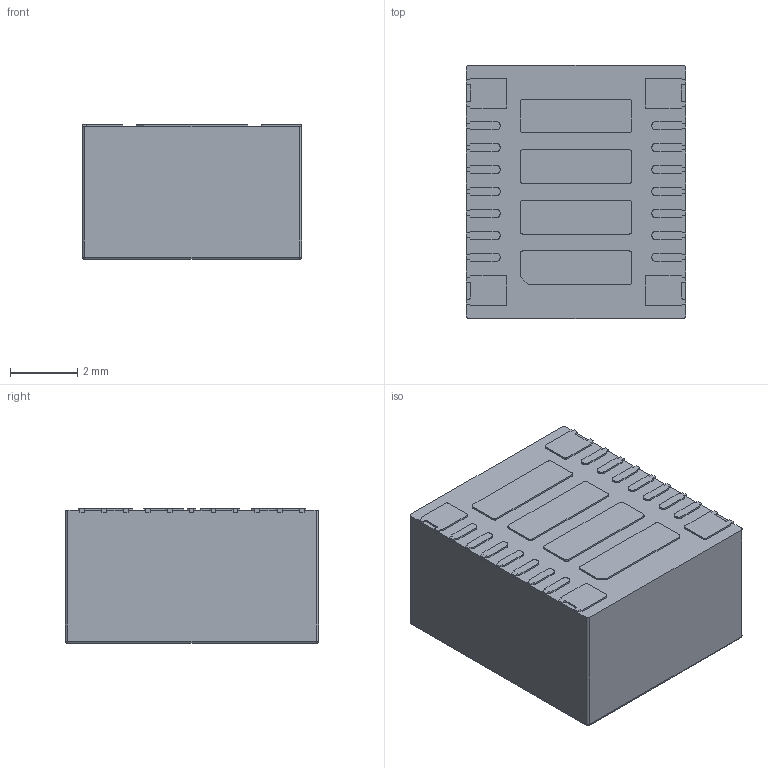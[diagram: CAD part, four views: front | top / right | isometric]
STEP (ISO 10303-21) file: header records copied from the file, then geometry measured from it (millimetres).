
FILE_DESCRIPTION(/* description */ (''),/* implementation_level */ '2;1');
FILE_NAME(/* name */ 'TPSM63610 v1.step',/* time_stamp */ '2024-03-27T17:13:39+01:00',/* author */ (''),/* organization */ (''),/* preprocessor_version */ 'ST-DEVELOPER v20',/* originating_system */ 'Autodesk Translation Framework v12.20.1.177',/* authorisation */ '');
FILE_SCHEMA (('AUTOMOTIVE_DESIGN { 1 0 10303 214 3 1 1 }','FEATURE_BASED_PROCESS_PLANNING','TECHNICAL_DATA_PACKAGING','MODEL_BASED_INTEGRATED_MANUFACTURING_SCHEMA','AP242_MANAGED_MODEL_BASED_3D_ENGINEERING_MIM_LF { 1 0 10303 442 3 1 4 }'));
Length unit declared in the file: millimetre
Products named in the file (1): TPSM63610
Bounding box: 6.52 x 7.5 x 4 mm (x, y, z)
Volume: 193.5 mm3; surface area: 211.2 mm2
Topology: 1 solids, 1 shells, 304 faces, 883 edges, 582 vertices
Faces by surface type: plane 232, cylinder 68, sphere 4
Full cylindrical faces by diameter (mm): 0.462 x1
Entity records: 10261 total; most frequent: CARTESIAN_POINT 1766, ORIENTED_EDGE 1758, DIRECTION 1625, EDGE_CURVE 879, LINE 743, VECTOR 743, VERTEX_POINT 582, AXIS2_PLACEMENT_3D 441
